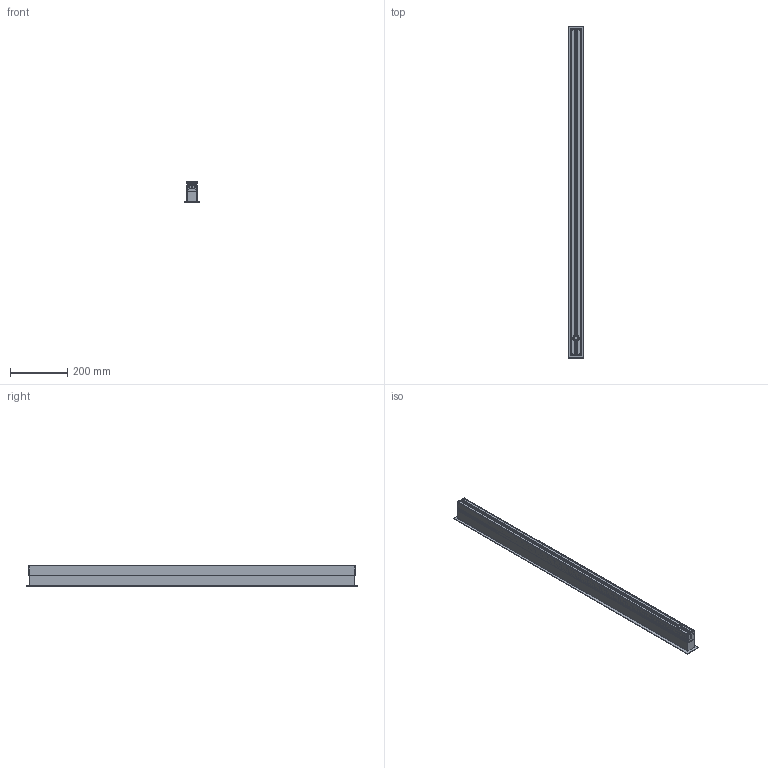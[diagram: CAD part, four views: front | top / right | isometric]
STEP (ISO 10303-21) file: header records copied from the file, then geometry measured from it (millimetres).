
FILE_DESCRIPTION(/* description */ ('This is a sample STEP configuration'),/* implementation_level */ '2;1');
FILE_NAME(/* name */ '577-00803xxxxxxx _Simple.ipt_Rev_00.3.stp',/* time_stamp */ '2022-12-15T14:34:26+01:00',/* author */ ('powerJobs'),/* organization */ ('coolOrange'),/* preprocessor_version */ 'ST-DEVELOPER v18.1',/* originating_system */ 'Autodesk Inventor 2020',/* authorisation */ '');
FILE_SCHEMA (('AUTOMOTIVE_DESIGN { 1 0 10303 214 3 1 1 }'));
Length unit declared in the file: millimetre
Products named in the file (1): ENG000019454
Bounding box: 55 x 1157 x 72 mm (x, y, z)
Volume: 614359.8 mm3; surface area: 799708.8 mm2
Topology: 10 solids, 10 shells, 601 faces, 1561 edges, 994 vertices
Faces by surface type: cylinder 281, plane 230, bspline 32, torus 28, sphere 16, cone 14
Full cylindrical faces by diameter (mm): 4.5 x2, 5 x5, 8 x2, 13.5 x2, 20 x2, 24 x2
Entity records: 19526 total; most frequent: CARTESIAN_POINT 4277, DIRECTION 3351, ORIENTED_EDGE 3122, EDGE_CURVE 1561, AXIS2_PLACEMENT_3D 1244, VERTEX_POINT 994, LINE 863, VECTOR 863
